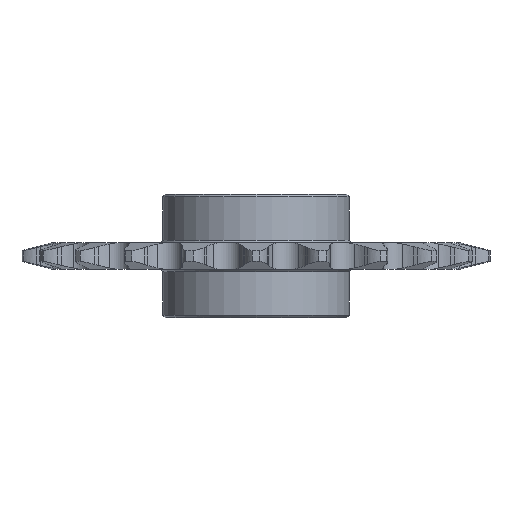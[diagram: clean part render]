
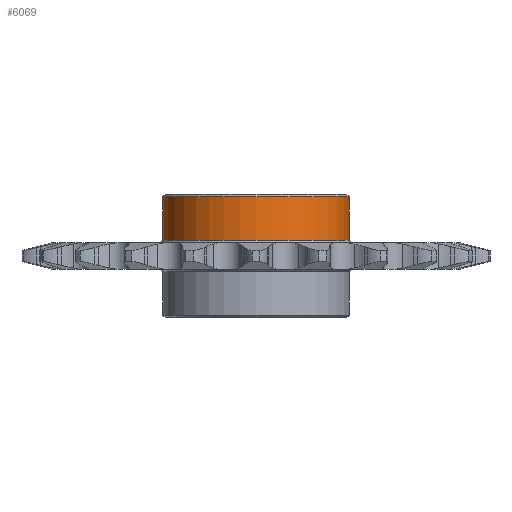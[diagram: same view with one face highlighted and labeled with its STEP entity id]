
A CAD part, front view. The second image highlights one B-rep face of the part: STEP entity #6069.
In plain terms, the highlighted cylindrical face has radius 9.525 mm (diameter 19.05 mm), a partial arc.
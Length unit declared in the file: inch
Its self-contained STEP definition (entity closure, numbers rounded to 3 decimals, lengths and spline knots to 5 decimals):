
#120 = ORIENTED_EDGE ( 'NONE', *, *, #3719, .T. ) ;
#160 = DIRECTION ( 'NONE',  ( 0., 0., -1. ) ) ;
#640 = CARTESIAN_POINT ( 'NONE',  ( 0., 0., 0.0625 ) ) ;
#1560 = DIRECTION ( 'NONE',  ( 1., 0., 0. ) ) ;
#1762 = ORIENTED_EDGE ( 'NONE', *, *, #13315, .F. ) ;
#2578 = VECTOR ( 'NONE', #7481, 39.37008 ) ;
#3042 = CARTESIAN_POINT ( 'NONE',  ( 0.375, 0., 0.2475 ) ) ;
#3719 = EDGE_CURVE ( 'NONE', #11220, #17172, #5635, .T. ) ;
#5040 = DIRECTION ( 'NONE',  ( 0., 0., 1. ) ) ;
#5135 = FACE_OUTER_BOUND ( 'NONE', #5545, .T. ) ;
#5428 = AXIS2_PLACEMENT_3D ( 'NONE', #13938, #12593, #1560 ) ;
#5464 = ORIENTED_EDGE ( 'NONE', *, *, #11501, .T. ) ;
#5545 = EDGE_LOOP ( 'NONE', ( #1762, #8445, #5464, #120 ) ) ;
#5635 = CIRCLE ( 'NONE', #17489, 0.375 ) ;
#6069 = ADVANCED_FACE ( 'NONE', ( #5135 ), #13300, .T. ) ;
#6728 = VERTEX_POINT ( 'NONE', #7323 ) ;
#7151 = AXIS2_PLACEMENT_3D ( 'NONE', #13637, #7750, #16267 ) ;
#7323 = CARTESIAN_POINT ( 'NONE',  ( -0.375, 0., 0.2375 ) ) ;
#7481 = DIRECTION ( 'NONE',  ( 0., 0., -1. ) ) ;
#7655 = LINE ( 'NONE', #13295, #2578 ) ;
#7750 = DIRECTION ( 'NONE',  ( 0., 0., -1. ) ) ;
#8215 = CARTESIAN_POINT ( 'NONE',  ( -0.375, 0., 0.0625 ) ) ;
#8445 = ORIENTED_EDGE ( 'NONE', *, *, #14684, .T. ) ;
#10949 = CIRCLE ( 'NONE', #5428, 0.375 ) ;
#11220 = VERTEX_POINT ( 'NONE', #8215 ) ;
#11501 = EDGE_CURVE ( 'NONE', #6728, #11220, #7655, .T. ) ;
#12297 = CARTESIAN_POINT ( 'NONE',  ( 0.375, 0., 0.0625 ) ) ;
#12593 = DIRECTION ( 'NONE',  ( 0., 0., -1. ) ) ;
#13272 = CARTESIAN_POINT ( 'NONE',  ( 0.375, 0., 0.2375 ) ) ;
#13295 = CARTESIAN_POINT ( 'NONE',  ( -0.375, 0., 0.2475 ) ) ;
#13300 = CYLINDRICAL_SURFACE ( 'NONE', #7151, 0.375 ) ;
#13315 = EDGE_CURVE ( 'NONE', #17398, #17172, #16967, .T. ) ;
#13415 = VECTOR ( 'NONE', #160, 39.37008 ) ;
#13637 = CARTESIAN_POINT ( 'NONE',  ( 0., 0., 0.2475 ) ) ;
#13938 = CARTESIAN_POINT ( 'NONE',  ( 0., 0., 0.2375 ) ) ;
#14684 = EDGE_CURVE ( 'NONE', #17398, #6728, #10949, .T. ) ;
#16085 = DIRECTION ( 'NONE',  ( 1., 0., 0. ) ) ;
#16267 = DIRECTION ( 'NONE',  ( -1., 0., 0. ) ) ;
#16967 = LINE ( 'NONE', #3042, #13415 ) ;
#17172 = VERTEX_POINT ( 'NONE', #12297 ) ;
#17398 = VERTEX_POINT ( 'NONE', #13272 ) ;
#17489 = AXIS2_PLACEMENT_3D ( 'NONE', #640, #5040, #16085 ) ;
